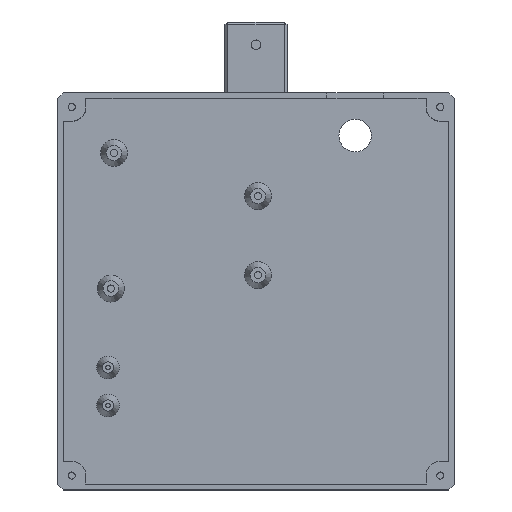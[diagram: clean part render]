
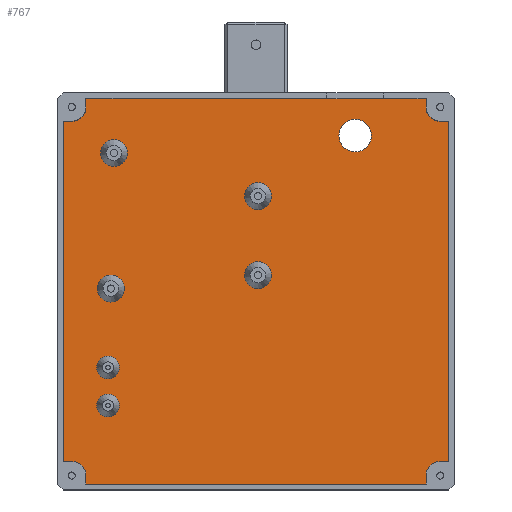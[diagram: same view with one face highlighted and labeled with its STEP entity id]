
A CAD part, top view. The second image highlights one B-rep face of the part: STEP entity #767.
In plain terms, the highlighted planar face has unit normal (0, 0, 1).
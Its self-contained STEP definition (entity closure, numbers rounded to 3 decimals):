
#767 = ADVANCED_FACE('',(#768,#779,#913,#924,#935,#946,#957,#968),#979,
  .T.);
#768 = FACE_BOUND('',#769,.T.);
#769 = EDGE_LOOP('',(#770));
#770 = ORIENTED_EDGE('',*,*,#771,.F.);
#771 = EDGE_CURVE('',#772,#772,#774,.T.);
#772 = VERTEX_POINT('',#773);
#773 = CARTESIAN_POINT('',(-48.2,-40.2,2.));
#774 = CIRCLE('',#775,4.);
#775 = AXIS2_PLACEMENT_3D('',#776,#777,#778);
#776 = CARTESIAN_POINT('',(-52.2,-40.2,2.));
#777 = DIRECTION('',(0.,0.,1.));
#778 = DIRECTION('',(1.,0.,0.));
#779 = FACE_BOUND('',#780,.T.);
#780 = EDGE_LOOP('',(#781,#791,#799,#807,#816,#824,#832,#840,#849,#857,
    #865,#873,#882,#890,#898,#906));
#781 = ORIENTED_EDGE('',*,*,#782,.F.);
#782 = EDGE_CURVE('',#783,#785,#787,.T.);
#783 = VERTEX_POINT('',#784);
#784 = CARTESIAN_POINT('',(-60.,-68.,2.));
#785 = VERTEX_POINT('',#786);
#786 = CARTESIAN_POINT('',(-60.,-65.,2.));
#787 = LINE('',#788,#789);
#788 = CARTESIAN_POINT('',(-60.,-70.,2.));
#789 = VECTOR('',#790,1.);
#790 = DIRECTION('',(0.,1.,0.));
#791 = ORIENTED_EDGE('',*,*,#792,.T.);
#792 = EDGE_CURVE('',#783,#793,#795,.T.);
#793 = VERTEX_POINT('',#794);
#794 = CARTESIAN_POINT('',(60.,-68.,2.));
#795 = LINE('',#796,#797);
#796 = CARTESIAN_POINT('',(-68.,-68.,2.));
#797 = VECTOR('',#798,1.);
#798 = DIRECTION('',(1.,0.,0.));
#799 = ORIENTED_EDGE('',*,*,#800,.F.);
#800 = EDGE_CURVE('',#801,#793,#803,.T.);
#801 = VERTEX_POINT('',#802);
#802 = CARTESIAN_POINT('',(60.,-65.,2.));
#803 = LINE('',#804,#805);
#804 = CARTESIAN_POINT('',(60.,-60.,2.));
#805 = VECTOR('',#806,1.);
#806 = DIRECTION('',(0.,-1.,0.));
#807 = ORIENTED_EDGE('',*,*,#808,.T.);
#808 = EDGE_CURVE('',#801,#809,#811,.T.);
#809 = VERTEX_POINT('',#810);
#810 = CARTESIAN_POINT('',(65.,-60.,2.));
#811 = CIRCLE('',#812,5.);
#812 = AXIS2_PLACEMENT_3D('',#813,#814,#815);
#813 = CARTESIAN_POINT('',(65.,-65.,2.));
#814 = DIRECTION('',(-0.,-0.,-1.));
#815 = DIRECTION('',(0.,-1.,0.));
#816 = ORIENTED_EDGE('',*,*,#817,.F.);
#817 = EDGE_CURVE('',#818,#809,#820,.T.);
#818 = VERTEX_POINT('',#819);
#819 = CARTESIAN_POINT('',(68.,-60.,2.));
#820 = LINE('',#821,#822);
#821 = CARTESIAN_POINT('',(70.,-60.,2.));
#822 = VECTOR('',#823,1.);
#823 = DIRECTION('',(-1.,0.,0.));
#824 = ORIENTED_EDGE('',*,*,#825,.T.);
#825 = EDGE_CURVE('',#818,#826,#828,.T.);
#826 = VERTEX_POINT('',#827);
#827 = CARTESIAN_POINT('',(68.,60.,2.));
#828 = LINE('',#829,#830);
#829 = CARTESIAN_POINT('',(68.,-68.,2.));
#830 = VECTOR('',#831,1.);
#831 = DIRECTION('',(0.,1.,0.));
#832 = ORIENTED_EDGE('',*,*,#833,.F.);
#833 = EDGE_CURVE('',#834,#826,#836,.T.);
#834 = VERTEX_POINT('',#835);
#835 = CARTESIAN_POINT('',(65.,60.,2.));
#836 = LINE('',#837,#838);
#837 = CARTESIAN_POINT('',(60.,60.,2.));
#838 = VECTOR('',#839,1.);
#839 = DIRECTION('',(1.,0.,0.));
#840 = ORIENTED_EDGE('',*,*,#841,.F.);
#841 = EDGE_CURVE('',#842,#834,#844,.T.);
#842 = VERTEX_POINT('',#843);
#843 = CARTESIAN_POINT('',(60.,65.,2.));
#844 = CIRCLE('',#845,5.);
#845 = AXIS2_PLACEMENT_3D('',#846,#847,#848);
#846 = CARTESIAN_POINT('',(65.,65.,2.));
#847 = DIRECTION('',(-0.,0.,1.));
#848 = DIRECTION('',(0.,-1.,0.));
#849 = ORIENTED_EDGE('',*,*,#850,.F.);
#850 = EDGE_CURVE('',#851,#842,#853,.T.);
#851 = VERTEX_POINT('',#852);
#852 = CARTESIAN_POINT('',(60.,68.,2.));
#853 = LINE('',#854,#855);
#854 = CARTESIAN_POINT('',(60.,70.,2.));
#855 = VECTOR('',#856,1.);
#856 = DIRECTION('',(0.,-1.,0.));
#857 = ORIENTED_EDGE('',*,*,#858,.T.);
#858 = EDGE_CURVE('',#851,#859,#861,.T.);
#859 = VERTEX_POINT('',#860);
#860 = CARTESIAN_POINT('',(-60.,68.,2.));
#861 = LINE('',#862,#863);
#862 = CARTESIAN_POINT('',(68.,68.,2.));
#863 = VECTOR('',#864,1.);
#864 = DIRECTION('',(-1.,0.,0.));
#865 = ORIENTED_EDGE('',*,*,#866,.F.);
#866 = EDGE_CURVE('',#867,#859,#869,.T.);
#867 = VERTEX_POINT('',#868);
#868 = CARTESIAN_POINT('',(-60.,65.,2.));
#869 = LINE('',#870,#871);
#870 = CARTESIAN_POINT('',(-60.,60.,2.));
#871 = VECTOR('',#872,1.);
#872 = DIRECTION('',(0.,1.,0.));
#873 = ORIENTED_EDGE('',*,*,#874,.T.);
#874 = EDGE_CURVE('',#867,#875,#877,.T.);
#875 = VERTEX_POINT('',#876);
#876 = CARTESIAN_POINT('',(-65.,60.,2.));
#877 = CIRCLE('',#878,5.);
#878 = AXIS2_PLACEMENT_3D('',#879,#880,#881);
#879 = CARTESIAN_POINT('',(-65.,65.,2.));
#880 = DIRECTION('',(-0.,-0.,-1.));
#881 = DIRECTION('',(0.,-1.,0.));
#882 = ORIENTED_EDGE('',*,*,#883,.F.);
#883 = EDGE_CURVE('',#884,#875,#886,.T.);
#884 = VERTEX_POINT('',#885);
#885 = CARTESIAN_POINT('',(-68.,60.,2.));
#886 = LINE('',#887,#888);
#887 = CARTESIAN_POINT('',(-70.,60.,2.));
#888 = VECTOR('',#889,1.);
#889 = DIRECTION('',(1.,0.,0.));
#890 = ORIENTED_EDGE('',*,*,#891,.T.);
#891 = EDGE_CURVE('',#884,#892,#894,.T.);
#892 = VERTEX_POINT('',#893);
#893 = CARTESIAN_POINT('',(-68.,-60.,2.));
#894 = LINE('',#895,#896);
#895 = CARTESIAN_POINT('',(-68.,68.,2.));
#896 = VECTOR('',#897,1.);
#897 = DIRECTION('',(0.,-1.,0.));
#898 = ORIENTED_EDGE('',*,*,#899,.F.);
#899 = EDGE_CURVE('',#900,#892,#902,.T.);
#900 = VERTEX_POINT('',#901);
#901 = CARTESIAN_POINT('',(-65.,-60.,2.));
#902 = LINE('',#903,#904);
#903 = CARTESIAN_POINT('',(-60.,-60.,2.));
#904 = VECTOR('',#905,1.);
#905 = DIRECTION('',(-1.,0.,0.));
#906 = ORIENTED_EDGE('',*,*,#907,.T.);
#907 = EDGE_CURVE('',#900,#785,#908,.T.);
#908 = CIRCLE('',#909,5.);
#909 = AXIS2_PLACEMENT_3D('',#910,#911,#912);
#910 = CARTESIAN_POINT('',(-65.,-65.,2.));
#911 = DIRECTION('',(-0.,-0.,-1.));
#912 = DIRECTION('',(0.,-1.,0.));
#913 = FACE_BOUND('',#914,.T.);
#914 = EDGE_LOOP('',(#915));
#915 = ORIENTED_EDGE('',*,*,#916,.F.);
#916 = EDGE_CURVE('',#917,#917,#919,.T.);
#917 = VERTEX_POINT('',#918);
#918 = CARTESIAN_POINT('',(-51.2,5.8,2.));
#919 = CIRCLE('',#920,4.75);
#920 = AXIS2_PLACEMENT_3D('',#921,#922,#923);
#921 = CARTESIAN_POINT('',(-51.2,1.05,2.));
#922 = DIRECTION('',(0.,-0.,1.));
#923 = DIRECTION('',(0.,1.,0.));
#924 = FACE_BOUND('',#925,.T.);
#925 = EDGE_LOOP('',(#926));
#926 = ORIENTED_EDGE('',*,*,#927,.F.);
#927 = EDGE_CURVE('',#928,#928,#930,.T.);
#928 = VERTEX_POINT('',#929);
#929 = CARTESIAN_POINT('',(0.7,10.5,2.));
#930 = CIRCLE('',#931,4.75);
#931 = AXIS2_PLACEMENT_3D('',#932,#933,#934);
#932 = CARTESIAN_POINT('',(0.7,5.75,2.));
#933 = DIRECTION('',(0.,-0.,1.));
#934 = DIRECTION('',(0.,1.,0.));
#935 = FACE_BOUND('',#936,.T.);
#936 = EDGE_LOOP('',(#937));
#937 = ORIENTED_EDGE('',*,*,#938,.F.);
#938 = EDGE_CURVE('',#939,#939,#941,.T.);
#939 = VERTEX_POINT('',#940);
#940 = CARTESIAN_POINT('',(-50.1,53.6,2.));
#941 = CIRCLE('',#942,4.75);
#942 = AXIS2_PLACEMENT_3D('',#943,#944,#945);
#943 = CARTESIAN_POINT('',(-50.1,48.85,2.));
#944 = DIRECTION('',(0.,-0.,1.));
#945 = DIRECTION('',(0.,1.,0.));
#946 = FACE_BOUND('',#947,.T.);
#947 = EDGE_LOOP('',(#948));
#948 = ORIENTED_EDGE('',*,*,#949,.F.);
#949 = EDGE_CURVE('',#950,#950,#952,.T.);
#950 = VERTEX_POINT('',#951);
#951 = CARTESIAN_POINT('',(0.7,38.4,2.));
#952 = CIRCLE('',#953,4.75);
#953 = AXIS2_PLACEMENT_3D('',#954,#955,#956);
#954 = CARTESIAN_POINT('',(0.7,33.65,2.));
#955 = DIRECTION('',(0.,-0.,1.));
#956 = DIRECTION('',(0.,1.,0.));
#957 = FACE_BOUND('',#958,.T.);
#958 = EDGE_LOOP('',(#959));
#959 = ORIENTED_EDGE('',*,*,#960,.F.);
#960 = EDGE_CURVE('',#961,#961,#963,.T.);
#961 = VERTEX_POINT('',#962);
#962 = CARTESIAN_POINT('',(40.75,55.,2.));
#963 = CIRCLE('',#964,5.75);
#964 = AXIS2_PLACEMENT_3D('',#965,#966,#967);
#965 = CARTESIAN_POINT('',(35.,55.,2.));
#966 = DIRECTION('',(0.,0.,1.));
#967 = DIRECTION('',(1.,0.,0.));
#968 = FACE_BOUND('',#969,.T.);
#969 = EDGE_LOOP('',(#970));
#970 = ORIENTED_EDGE('',*,*,#971,.F.);
#971 = EDGE_CURVE('',#972,#972,#974,.T.);
#972 = VERTEX_POINT('',#973);
#973 = CARTESIAN_POINT('',(-48.2,-26.8,2.));
#974 = CIRCLE('',#975,4.);
#975 = AXIS2_PLACEMENT_3D('',#976,#977,#978);
#976 = CARTESIAN_POINT('',(-52.2,-26.8,2.));
#977 = DIRECTION('',(0.,0.,1.));
#978 = DIRECTION('',(1.,0.,0.));
#979 = PLANE('',#980);
#980 = AXIS2_PLACEMENT_3D('',#981,#982,#983);
#981 = CARTESIAN_POINT('',(0.,0.,2.));
#982 = DIRECTION('',(0.,0.,1.));
#983 = DIRECTION('',(1.,0.,0.));
